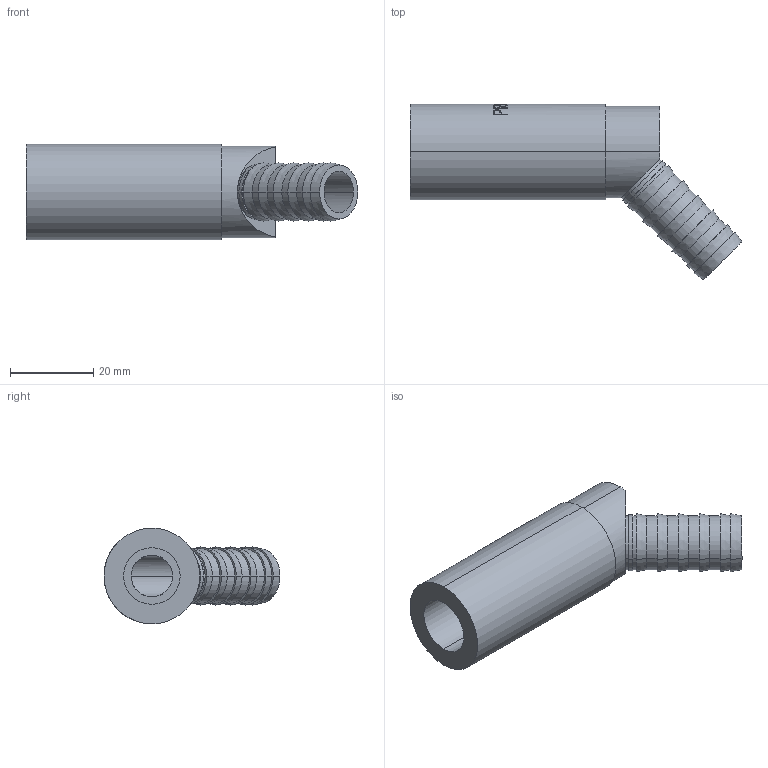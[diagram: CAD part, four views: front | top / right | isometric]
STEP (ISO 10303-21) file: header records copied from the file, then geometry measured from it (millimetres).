
FILE_DESCRIPTION (( 'STEP AP203' ), '1' );
FILE_NAME ('3de0.STEP', '2022-08-23T10:46:31', ( '' ), ( '' ), 'SwSTEP 2.0', 'SolidWorks 2019', '' );
FILE_SCHEMA (( 'CONFIG_CONTROL_DESIGN' ));
Length unit declared in the file: millimetre
Products named in the file (1): 3de0
Bounding box: 79.8 x 42.3 x 23 mm (x, y, z)
Volume: 19444.6 mm3; surface area: 9175.4 mm2
Topology: 1 solids, 1 shells, 134 faces, 325 edges, 212 vertices
Faces by surface type: plane 47, bspline 42, cylinder 33, cone 12
Entity records: 8739 total; most frequent: CARTESIAN_POINT 5822, ORIENTED_EDGE 650, DIRECTION 472, EDGE_CURVE 325, VERTEX_POINT 212, AXIS2_PLACEMENT_3D 194, EDGE_LOOP 155, B_SPLINE_CURVE_WITH_KNOTS 136
